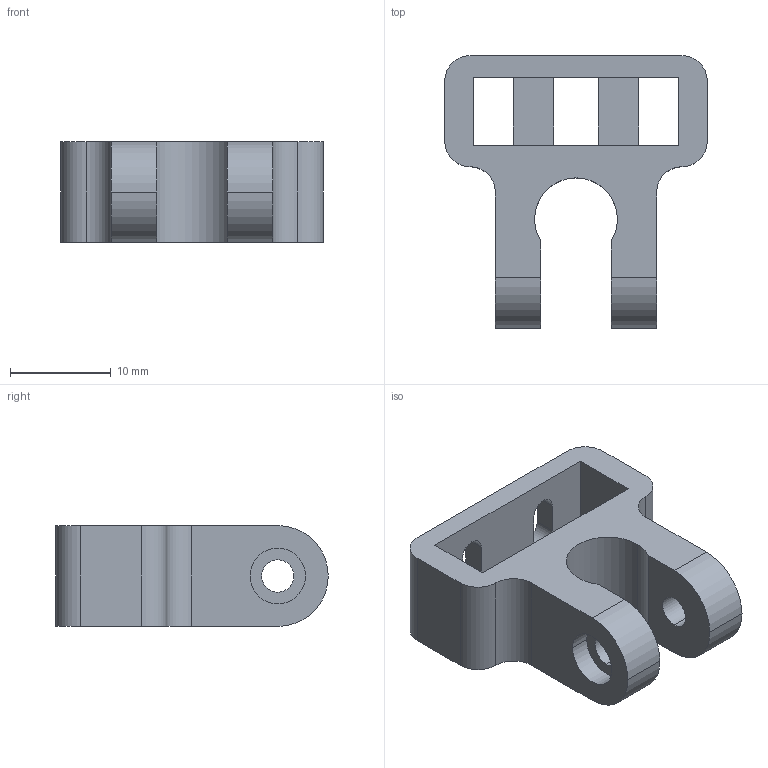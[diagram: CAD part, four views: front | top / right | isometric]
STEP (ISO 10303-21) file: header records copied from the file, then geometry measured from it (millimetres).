
FILE_DESCRIPTION (( 'STEP AP203' ), '1' );
FILE_NAME ('Eje X - Soporte Enstop.STEP', '2015-09-07T08:33:12', ( 'Motherfocka' ), ( '' ), 'SwSTEP 2.0', 'SolidWorks 2014', '' );
FILE_SCHEMA (( 'CONFIG_CONTROL_DESIGN' ));
Length unit declared in the file: millimetre
Products named in the file (1): Eje X - Soporte Enstop
Bounding box: 26 x 27 x 10 mm (x, y, z)
Volume: 2666.2 mm3; surface area: 2705.6 mm2
Topology: 1 solids, 1 shells, 64 faces, 180 edges, 120 vertices
Faces by surface type: plane 37, cylinder 27
Entity records: 2183 total; most frequent: CARTESIAN_POINT 365, DIRECTION 364, ORIENTED_EDGE 360, EDGE_CURVE 180, LINE 126, VECTOR 126, VERTEX_POINT 120, AXIS2_PLACEMENT_3D 119
